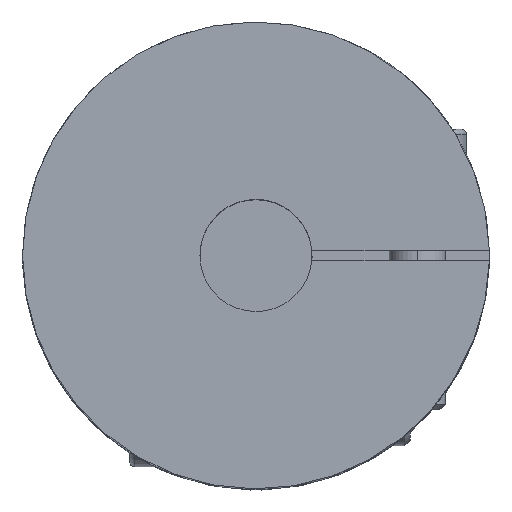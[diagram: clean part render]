
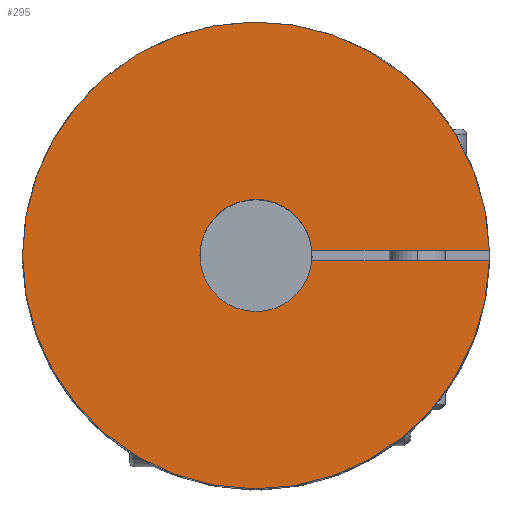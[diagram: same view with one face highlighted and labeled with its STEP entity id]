
A CAD part, top view. The second image highlights one B-rep face of the part: STEP entity #295.
In plain terms, the highlighted planar face has unit normal (0, 0, 1).
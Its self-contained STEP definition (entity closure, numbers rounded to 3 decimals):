
#295=ADVANCED_FACE('',(#621),#622,.T.);
#621=FACE_OUTER_BOUND('',#915,.T.);
#622=PLANE('',#916);
#915=EDGE_LOOP('',(#1408,#1409,#1410,#1411,#1412,#1413,#1414));
#916=AXIS2_PLACEMENT_3D('',#1415,#1416,#1417);
#1408=ORIENTED_EDGE('',*,*,#2238,.T.);
#1409=ORIENTED_EDGE('',*,*,#2190,.T.);
#1410=ORIENTED_EDGE('',*,*,#2243,.T.);
#1411=ORIENTED_EDGE('',*,*,#2186,.T.);
#1412=ORIENTED_EDGE('',*,*,#2242,.T.);
#1413=ORIENTED_EDGE('',*,*,#2151,.T.);
#1414=ORIENTED_EDGE('',*,*,#2244,.T.);
#1415=CARTESIAN_POINT('',(0.0,0.0,24.0));
#1416=DIRECTION('',(0.0,0.0,1.0));
#1417=DIRECTION('',(1.0,0.0,0.0));
#2151=EDGE_CURVE('',#2507,#2504,#2508,.T.);
#2186=EDGE_CURVE('',#2570,#2574,#2576,.T.);
#2190=EDGE_CURVE('',#2584,#2582,#2585,.T.);
#2238=EDGE_CURVE('',#2662,#2584,#2663,.T.);
#2242=EDGE_CURVE('',#2574,#2507,#2667,.T.);
#2243=EDGE_CURVE('',#2582,#2570,#2668,.T.);
#2244=EDGE_CURVE('',#2504,#2662,#2669,.T.);
#2504=VERTEX_POINT('',#2934);
#2507=VERTEX_POINT('',#2938);
#2508=CIRCLE('',#2939,16.65);
#2570=VERTEX_POINT('',#3111);
#2574=VERTEX_POINT('',#3116);
#2576=CIRCLE('',#3119,4.0);
#2582=VERTEX_POINT('',#3126);
#2584=VERTEX_POINT('',#3129);
#2585=CIRCLE('',#3130,4.0);
#2662=VERTEX_POINT('',#3290);
#2663=LINE('',#3291,#3292);
#2667=LINE('',#3298,#3299);
#2668=CIRCLE('',#3300,4.0);
#2669=CIRCLE('',#3301,16.65);
#2934=CARTESIAN_POINT('',(-16.65,0.,24.0));
#2938=CARTESIAN_POINT('',(16.646,0.375,24.0));
#2939=AXIS2_PLACEMENT_3D('',#3865,#3866,#3867);
#3111=CARTESIAN_POINT('',(0.,4.0,24.0));
#3116=CARTESIAN_POINT('',(3.982,0.375,24.0));
#3119=AXIS2_PLACEMENT_3D('',#3927,#3928,#3929);
#3126=CARTESIAN_POINT('',(0.,-4.0,24.0));
#3129=CARTESIAN_POINT('',(3.982,-0.375,24.0));
#3130=AXIS2_PLACEMENT_3D('',#3935,#3936,#3937);
#3290=CARTESIAN_POINT('',(16.646,-0.375,24.0));
#3291=CARTESIAN_POINT('',(8.325,-0.375,24.0));
#3292=VECTOR('',#4015,1.0);
#3298=CARTESIAN_POINT('',(8.325,0.375,24.0));
#3299=VECTOR('',#4021,1.0);
#3300=AXIS2_PLACEMENT_3D('',#4022,#4023,#4024);
#3301=AXIS2_PLACEMENT_3D('',#4025,#4026,#4027);
#3865=CARTESIAN_POINT('',(0.0,0.0,24.0));
#3866=DIRECTION('',(0.0,0.0,1.0));
#3867=DIRECTION('',(1.0,0.0,0.0));
#3927=CARTESIAN_POINT('',(0.0,0.0,24.0));
#3928=DIRECTION('',(0.0,0.0,-1.0));
#3929=DIRECTION('',(0.0,1.0,0.0));
#3935=CARTESIAN_POINT('',(0.0,0.0,24.0));
#3936=DIRECTION('',(0.0,0.0,-1.0));
#3937=DIRECTION('',(0.0,1.0,0.0));
#4015=DIRECTION('',(-1.0,0.0,0.0));
#4021=DIRECTION('',(1.0,0.0,0.0));
#4022=CARTESIAN_POINT('',(0.0,0.0,24.0));
#4023=DIRECTION('',(0.0,0.0,-1.0));
#4024=DIRECTION('',(0.0,1.0,0.0));
#4025=CARTESIAN_POINT('',(0.0,0.0,24.0));
#4026=DIRECTION('',(0.0,0.0,1.0));
#4027=DIRECTION('',(1.0,0.0,0.0));
